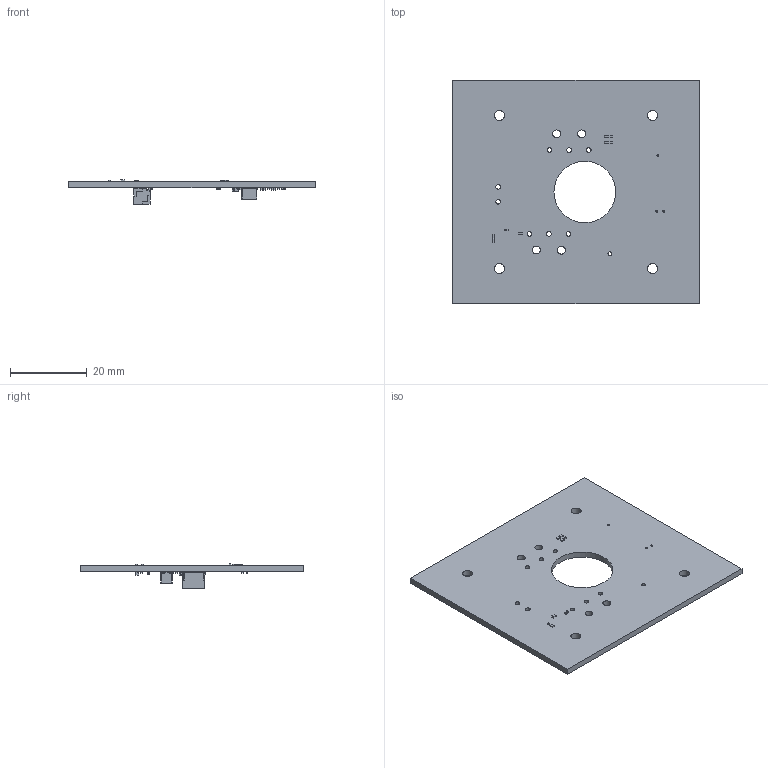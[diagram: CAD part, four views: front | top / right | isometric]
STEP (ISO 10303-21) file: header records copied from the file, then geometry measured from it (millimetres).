
FILE_DESCRIPTION(('KiCad electronic assembly'),'2;1');
FILE_NAME('ypanel.step','2020-02-15T09:00:02',('An Author'),('A Company' ),'Open CASCADE STEP processor 6.9','KiCad to STEP converter', 'Unknown');
FILE_SCHEMA(('AUTOMOTIVE_DESIGN { 1 0 10303 214 1 1 1 1 }'));
Length unit declared in the file: millimetre
Products named in the file (16): Open CASCADE STEP translator 6.9 1; L_0201_0603Metric; SOLID; C_0201_0603Metric; JST_GH_BM02B-GHS-TBT_1x02-1MP_P1.25mm_Vertical; R_0402_1005Metric; C_0402_1005Metric; C_0603_1608Metric; L_Wuerth_MAPI-4030; COMPOUND
Assembly tree (44 placements, depth 3):
  Open CASCADE STEP translator 6.9 1
    L_0201_0603Metric
      SOLID
    C_0201_0603Metric  x2
      SOLID
    JST_GH_BM02B-GHS-TBT_1x02-1MP_P1.25mm_Vertical
      SOLID
    R_0402_1005Metric  x20
      SOLID
    C_0402_1005Metric  x8
      SOLID
    C_0603_1608Metric  x2
      SOLID
    L_Wuerth_MAPI-4030  x2
      SOLID
    COMPOUND
Bounding box: 63.98 x 58 x 6.4 mm (x, y, z)
Volume: 5686.6 mm3; surface area: 7965.3 mm2
Topology: 37 solids, 37 shells, 1102 faces, 2872 edges, 1868 vertices
Faces by surface type: plane 733, cylinder 361, sphere 8
Full cylindrical faces by diameter (mm): 0.5 x3, 1 x1, 1.2 x8, 2.059 x4, 2.6 x4, 16 x1
Entity records: 24148 total; most frequent: CARTESIAN_POINT 3959, DIRECTION 3434, LINE 2244, VECTOR 2244, ORIENTED_EDGE 1720, PCURVE 1720, DEFINITIONAL_REPRESENTATION 1720, EDGE_CURVE 860
